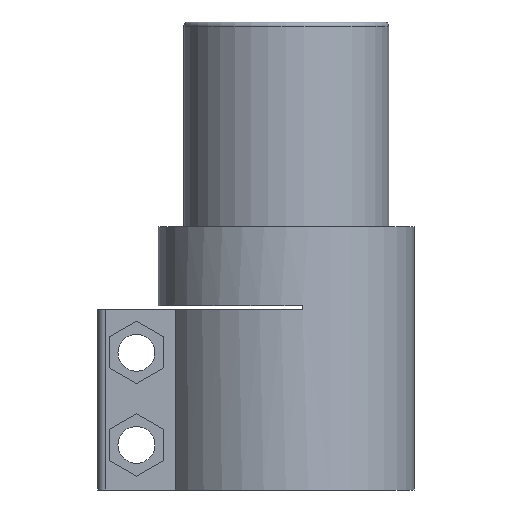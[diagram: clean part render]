
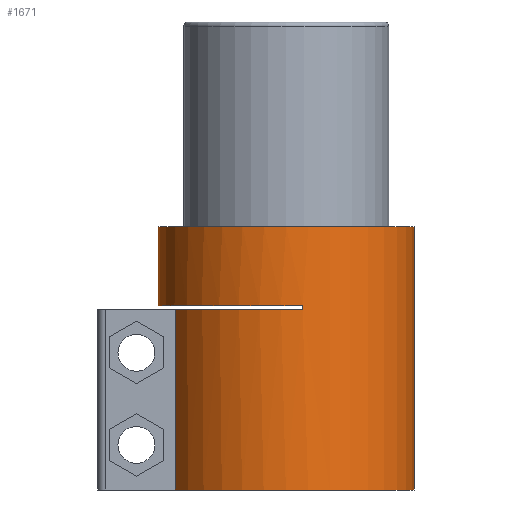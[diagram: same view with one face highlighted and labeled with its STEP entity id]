
A CAD part, front view. The second image highlights one B-rep face of the part: STEP entity #1671.
In plain terms, the highlighted cylindrical face has radius 31.25 mm (diameter 62.5 mm), a partial arc.
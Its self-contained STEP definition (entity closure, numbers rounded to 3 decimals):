
#2 = DIRECTION ( 'NONE',  ( 0., 0., 1. ) ) ;
#38 = DIRECTION ( 'NONE',  ( 0., 0., 1. ) ) ;
#50 = EDGE_CURVE ( 'NONE', #152, #751, #1278, .T. ) ;
#64 = CARTESIAN_POINT ( 'NONE',  ( -31.25, 0., 64.25 ) ) ;
#96 = DIRECTION ( 'NONE',  ( 0., 0., -1. ) ) ;
#105 = CARTESIAN_POINT ( 'NONE',  ( 0., 0., 58. ) ) ;
#152 = VERTEX_POINT ( 'NONE', #64 ) ;
#176 = LINE ( 'NONE', #503, #866 ) ;
#202 = VECTOR ( 'NONE', #956, 1000. ) ;
#234 = EDGE_CURVE ( 'NONE', #535, #1605, #1487, .T. ) ;
#260 = CARTESIAN_POINT ( 'NONE',  ( 0., 0., 45. ) ) ;
#271 = DIRECTION ( 'NONE',  ( 0., 0., -1. ) ) ;
#281 = VECTOR ( 'NONE', #2, 1000. ) ;
#309 = CARTESIAN_POINT ( 'NONE',  ( 31.25, 0., 58. ) ) ;
#349 = DIRECTION ( 'NONE',  ( 0., 0., -1. ) ) ;
#361 = DIRECTION ( 'NONE',  ( 0., 0., -1. ) ) ;
#364 = CARTESIAN_POINT ( 'NONE',  ( -27.135, -15.5, 0. ) ) ;
#411 = CARTESIAN_POINT ( 'NONE',  ( 31.25, 0., 64.25 ) ) ;
#413 = ORIENTED_EDGE ( 'NONE', *, *, #50, .F. ) ;
#479 = EDGE_CURVE ( 'NONE', #152, #1605, #176, .T. ) ;
#503 = CARTESIAN_POINT ( 'NONE',  ( -31.25, 0., 58. ) ) ;
#516 = DIRECTION ( 'NONE',  ( -1., 0., 0. ) ) ;
#535 = VERTEX_POINT ( 'NONE', #1212 ) ;
#536 = CARTESIAN_POINT ( 'NONE',  ( 31.25, 0., 0. ) ) ;
#554 = AXIS2_PLACEMENT_3D ( 'NONE', #1573, #1235, #1825 ) ;
#565 = CYLINDRICAL_SURFACE ( 'NONE', #1376, 31.25 ) ;
#597 = EDGE_CURVE ( 'NONE', #1757, #1515, #775, .T. ) ;
#629 = CARTESIAN_POINT ( 'NONE',  ( 0., 0., 64.25 ) ) ;
#711 = DIRECTION ( 'NONE',  ( 0., 0., -1. ) ) ;
#712 = ORIENTED_EDGE ( 'NONE', *, *, #817, .F. ) ;
#737 = CIRCLE ( 'NONE', #554, 31.25 ) ;
#751 = VERTEX_POINT ( 'NONE', #411 ) ;
#752 = DIRECTION ( 'NONE',  ( 0., 1., 0. ) ) ;
#775 = LINE ( 'NONE', #811, #202 ) ;
#811 = CARTESIAN_POINT ( 'NONE',  ( -27.135, -15.5, 45. ) ) ;
#817 = EDGE_CURVE ( 'NONE', #1329, #535, #1014, .T. ) ;
#851 = EDGE_CURVE ( 'NONE', #751, #1108, #1032, .T. ) ;
#866 = VECTOR ( 'NONE', #361, 1000. ) ;
#888 = VECTOR ( 'NONE', #711, 1000. ) ;
#895 = EDGE_LOOP ( 'NONE', ( #1734, #413, #1496, #1581, #712, #924, #1029, #1711 ) ) ;
#896 = CARTESIAN_POINT ( 'NONE',  ( 0., 0., 44. ) ) ;
#924 = ORIENTED_EDGE ( 'NONE', *, *, #1744, .T. ) ;
#935 = AXIS2_PLACEMENT_3D ( 'NONE', #629, #38, #1092 ) ;
#956 = DIRECTION ( 'NONE',  ( 0., 0., -1. ) ) ;
#999 = EDGE_CURVE ( 'NONE', #1515, #1108, #737, .T. ) ;
#1014 = LINE ( 'NONE', #1740, #281 ) ;
#1029 = ORIENTED_EDGE ( 'NONE', *, *, #597, .T. ) ;
#1032 = LINE ( 'NONE', #309, #888 ) ;
#1092 = DIRECTION ( 'NONE',  ( 1., 0., 0. ) ) ;
#1108 = VERTEX_POINT ( 'NONE', #536 ) ;
#1212 = CARTESIAN_POINT ( 'NONE',  ( 4., -30.993, 45. ) ) ;
#1214 = CARTESIAN_POINT ( 'NONE',  ( 4., -30.993, 44. ) ) ;
#1235 = DIRECTION ( 'NONE',  ( 0., 0., 1. ) ) ;
#1278 = CIRCLE ( 'NONE', #935, 31.25 ) ;
#1282 = FACE_OUTER_BOUND ( 'NONE', #895, .T. ) ;
#1329 = VERTEX_POINT ( 'NONE', #1214 ) ;
#1376 = AXIS2_PLACEMENT_3D ( 'NONE', #105, #271, #1437 ) ;
#1437 = DIRECTION ( 'NONE',  ( -1., 0., 0. ) ) ;
#1487 = CIRCLE ( 'NONE', #1758, 31.25 ) ;
#1496 = ORIENTED_EDGE ( 'NONE', *, *, #479, .T. ) ;
#1515 = VERTEX_POINT ( 'NONE', #364 ) ;
#1562 = AXIS2_PLACEMENT_3D ( 'NONE', #896, #349, #752 ) ;
#1573 = CARTESIAN_POINT ( 'NONE',  ( 0., 0., 0. ) ) ;
#1581 = ORIENTED_EDGE ( 'NONE', *, *, #234, .F. ) ;
#1590 = CARTESIAN_POINT ( 'NONE',  ( -31.25, 0., 45. ) ) ;
#1605 = VERTEX_POINT ( 'NONE', #1590 ) ;
#1648 = CARTESIAN_POINT ( 'NONE',  ( -27.135, -15.5, 44. ) ) ;
#1656 = CIRCLE ( 'NONE', #1562, 31.25 ) ;
#1671 = ADVANCED_FACE ( 'NONE', ( #1282 ), #565, .T. ) ;
#1711 = ORIENTED_EDGE ( 'NONE', *, *, #999, .T. ) ;
#1734 = ORIENTED_EDGE ( 'NONE', *, *, #851, .F. ) ;
#1740 = CARTESIAN_POINT ( 'NONE',  ( 4., -30.993, 58. ) ) ;
#1744 = EDGE_CURVE ( 'NONE', #1329, #1757, #1656, .T. ) ;
#1757 = VERTEX_POINT ( 'NONE', #1648 ) ;
#1758 = AXIS2_PLACEMENT_3D ( 'NONE', #260, #96, #516 ) ;
#1825 = DIRECTION ( 'NONE',  ( 1., 0., 0. ) ) ;
